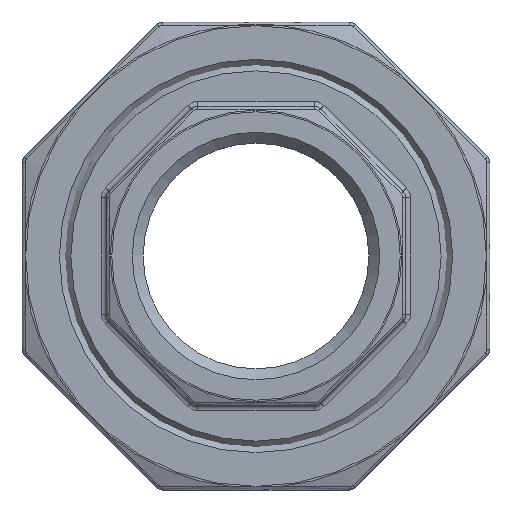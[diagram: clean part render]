
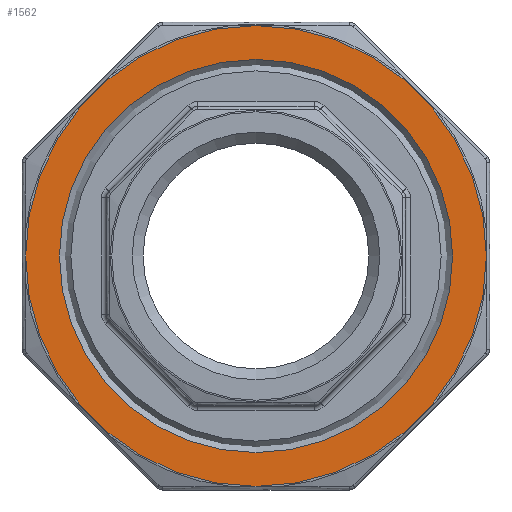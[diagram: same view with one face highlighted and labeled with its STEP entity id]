
A CAD part, left-side view. The second image highlights one B-rep face of the part: STEP entity #1562.
In plain terms, the highlighted planar face has unit normal (-1, 0, 0).
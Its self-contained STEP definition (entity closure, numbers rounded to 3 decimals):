
#342 = EDGE_LOOP ( 'NONE', ( #12564 ) ) ;
#1562 = ADVANCED_FACE ( 'NONE', ( #11646, #18584 ), #6889, .T. ) ;
#3167 = CARTESIAN_POINT ( 'NONE',  ( -9.5, 0., 0. ) ) ;
#3492 = CARTESIAN_POINT ( 'NONE',  ( -9.5, 0., 0. ) ) ;
#4022 = VERTEX_POINT ( 'NONE', #10971 ) ;
#5542 = EDGE_LOOP ( 'NONE', ( #19201 ) ) ;
#6098 = VERTEX_POINT ( 'NONE', #8100 ) ;
#6434 = AXIS2_PLACEMENT_3D ( 'NONE', #3167, #7724, #19635 ) ;
#6889 = PLANE ( 'NONE',  #10597 ) ;
#7724 = DIRECTION ( 'NONE',  ( 1., 0., 0. ) ) ;
#8100 = CARTESIAN_POINT ( 'NONE',  ( -9.5, 0., 24.612 ) ) ;
#9990 = EDGE_CURVE ( 'NONE', #4022, #4022, #11029, .T. ) ;
#10597 = AXIS2_PLACEMENT_3D ( 'NONE', #12495, #15913, #14270 ) ;
#10971 = CARTESIAN_POINT ( 'NONE',  ( -9.5, 0., -21. ) ) ;
#11029 = CIRCLE ( 'NONE', #6434, 21. ) ;
#11646 = FACE_OUTER_BOUND ( 'NONE', #5542, .T. ) ;
#12348 = AXIS2_PLACEMENT_3D ( 'NONE', #3492, #13851, #18830 ) ;
#12495 = CARTESIAN_POINT ( 'NONE',  ( -9.5, 34.92, 0. ) ) ;
#12564 = ORIENTED_EDGE ( 'NONE', *, *, #9990, .T. ) ;
#13851 = DIRECTION ( 'NONE',  ( -1., 0., 0. ) ) ;
#14270 = DIRECTION ( 'NONE',  ( 0., 0., 1. ) ) ;
#14848 = CIRCLE ( 'NONE', #12348, 24.612 ) ;
#15913 = DIRECTION ( 'NONE',  ( -1., 0., 0. ) ) ;
#17081 = EDGE_CURVE ( 'NONE', #6098, #6098, #14848, .T. ) ;
#18584 = FACE_BOUND ( 'NONE', #342, .T. ) ;
#18830 = DIRECTION ( 'NONE',  ( 0., 0., 1. ) ) ;
#19201 = ORIENTED_EDGE ( 'NONE', *, *, #17081, .T. ) ;
#19635 = DIRECTION ( 'NONE',  ( 0., 0., -1. ) ) ;
